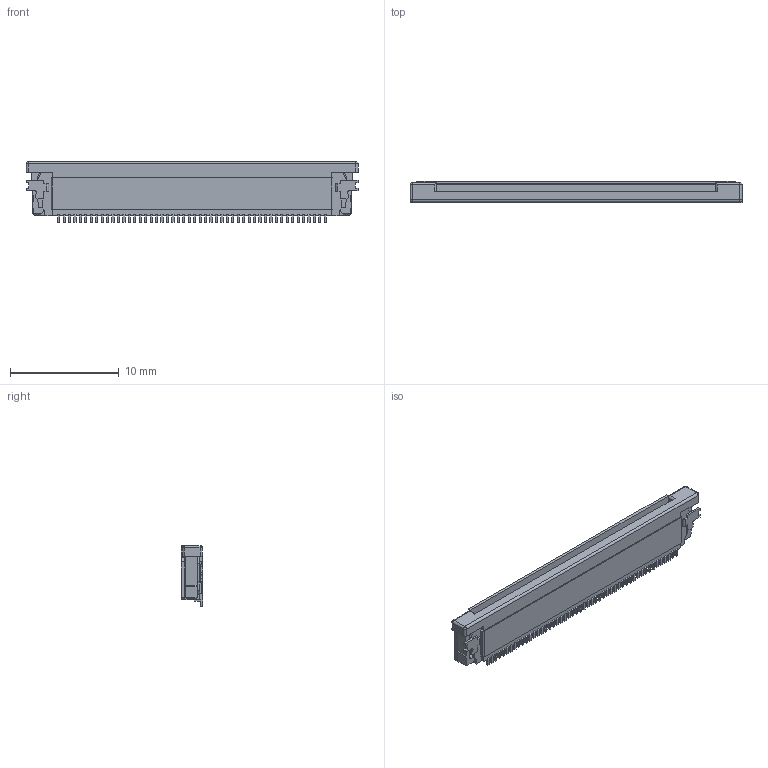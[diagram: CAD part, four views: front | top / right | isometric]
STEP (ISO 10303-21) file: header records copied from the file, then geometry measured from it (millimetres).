
FILE_DESCRIPTION(/* description */ (''),/* implementation_level */ '2;1');
FILE_NAME(/* name */ '62684_502100AHLF_A.step',/* time_stamp */ '2023-09-21T16:49:19-04:00',/* author */ (''),/* organization */ (''),/* preprocessor_version */ 'ST-DEVELOPER v20',/* originating_system */ 'Autodesk Translation Framework v12.9.0.99',/* authorisation */ '');
FILE_SCHEMA (('AUTOMOTIVE_DESIGN { 1 0 10303 214 3 1 1 }'));
Length unit declared in the file: millimetre
Products named in the file (1): 62684_502100AHLF
Bounding box: 30.5 x 2 x 5.6 mm (x, y, z)
Volume: 217.7 mm3; surface area: 888.2 mm2
Topology: 54 solids, 54 shells, 663 faces, 1621 edges, 1064 vertices
Faces by surface type: plane 636, cylinder 23, sphere 4
Entity records: 19020 total; most frequent: CARTESIAN_POINT 3345, ORIENTED_EDGE 3234, DIRECTION 2989, EDGE_CURVE 1617, LINE 1573, VECTOR 1573, VERTEX_POINT 1064, AXIS2_PLACEMENT_3D 708
